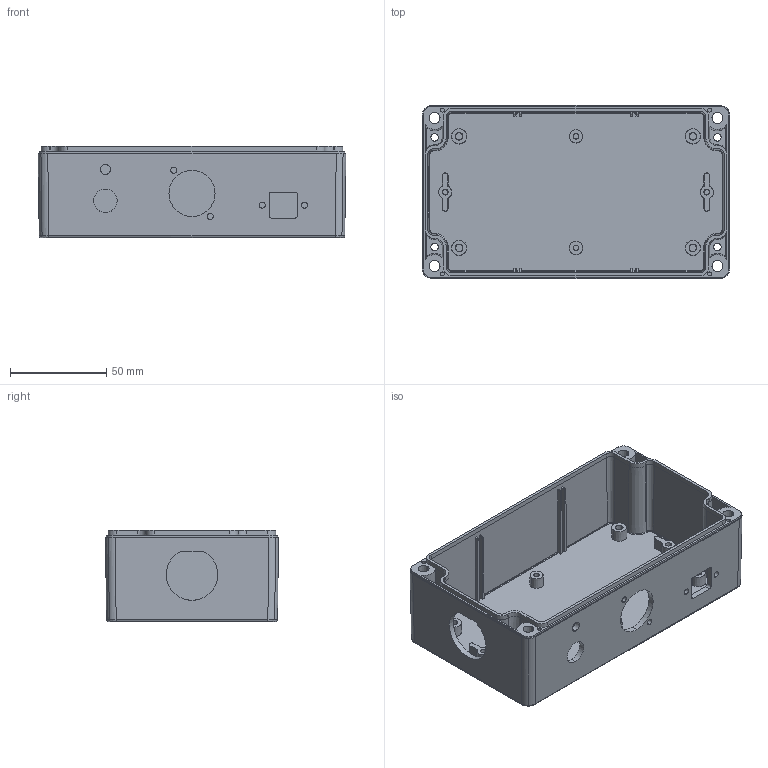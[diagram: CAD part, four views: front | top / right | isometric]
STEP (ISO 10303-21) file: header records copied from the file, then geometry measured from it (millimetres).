
FILE_DESCRIPTION (( 'STEP AP214' ), '1' );
FILE_NAME ('Fleet-Monior_V1.0 Case Manufacturing.STEP', '2021-11-08T12:28:26', ( '' ), ( '' ), 'SwSTEP 2.0', 'SolidWorks 2020', '' );
FILE_SCHEMA (( 'AUTOMOTIVE_DESIGN' ));
Length unit declared in the file: millimetre
Products named in the file (1): Fleet-Monior_V1.0 Case Manufacturing
Bounding box: 159.97 x 89.97 x 47.5 mm (x, y, z)
Volume: 112480 mm3; surface area: 83538.9 mm2
Topology: 1 solids, 1 shells, 362 faces, 922 edges, 589 vertices
Faces by surface type: plane 130, cylinder 123, cone 89, torus 12, bspline 8
Entity records: 11609 total; most frequent: CARTESIAN_POINT 2852, ORIENTED_EDGE 1844, DIRECTION 1811, EDGE_CURVE 922, AXIS2_PLACEMENT_3D 674, VERTEX_POINT 589, VECTOR 463, LINE 463
